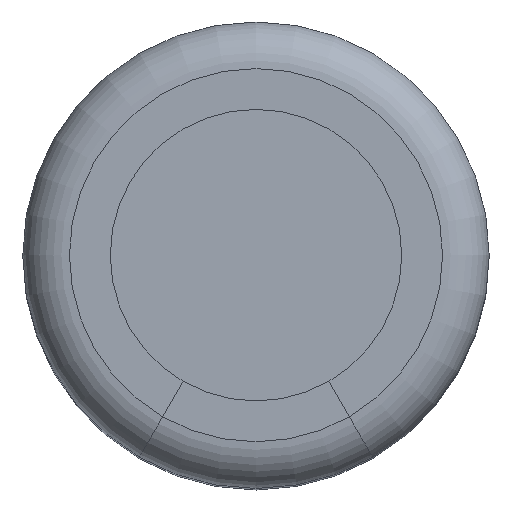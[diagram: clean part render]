
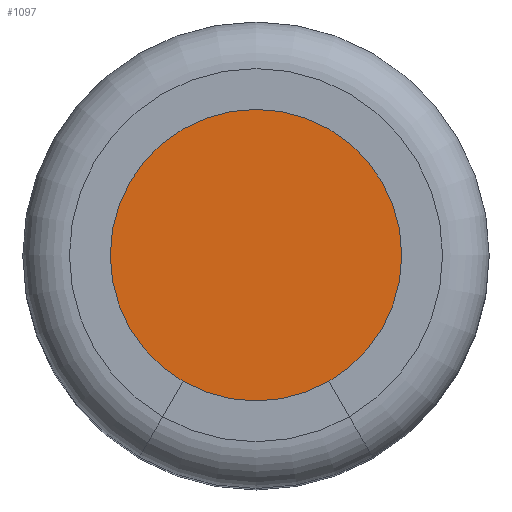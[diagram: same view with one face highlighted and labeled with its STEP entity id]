
A CAD part, top view. The second image highlights one B-rep face of the part: STEP entity #1097.
In plain terms, the highlighted planar face has unit normal (0, 0, 1).
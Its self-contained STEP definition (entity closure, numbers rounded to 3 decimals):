
#54=PLANE('',#1213);
#81=FACE_OUTER_BOUND('',#150,.T.);
#150=EDGE_LOOP('',(#773));
#331=CIRCLE('',#1211,2.4);
#446=VERTEX_POINT('',#1850);
#570=EDGE_CURVE('',#446,#446,#331,.T.);
#773=ORIENTED_EDGE('',*,*,#570,.F.);
#1097=ADVANCED_FACE('',(#81),#54,.T.);
#1211=AXIS2_PLACEMENT_3D('',#1851,#1441,#1442);
#1213=AXIS2_PLACEMENT_3D('',#1853,#1445,#1446);
#1441=DIRECTION('center_axis',(0.,0.,-1.));
#1442=DIRECTION('ref_axis',(-1.,0.,0.));
#1445=DIRECTION('center_axis',(0.,0.,1.));
#1446=DIRECTION('ref_axis',(1.,0.,0.));
#1850=CARTESIAN_POINT('',(-2.4,0.,12.3));
#1851=CARTESIAN_POINT('Origin',(0.,0.,12.3));
#1853=CARTESIAN_POINT('Origin',(0.,0.,12.3));
